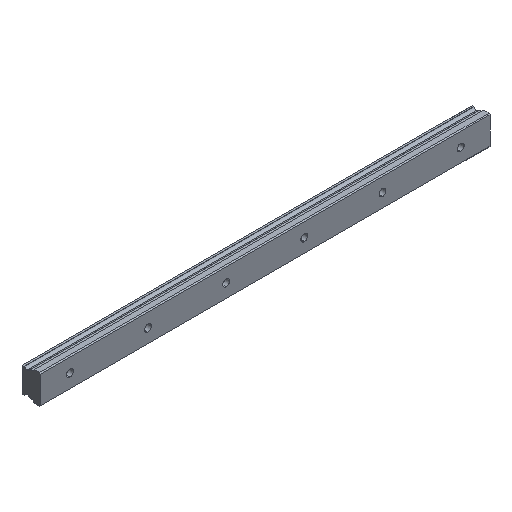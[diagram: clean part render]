
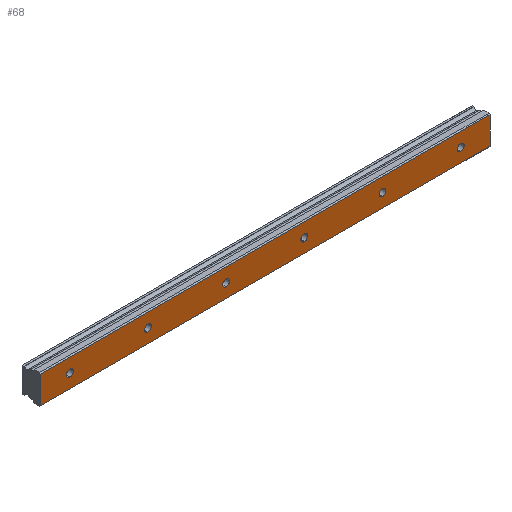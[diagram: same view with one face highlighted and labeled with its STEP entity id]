
A CAD part, isometric view. The second image highlights one B-rep face of the part: STEP entity #68.
In plain terms, the highlighted planar face has unit normal (0, -1, 0).
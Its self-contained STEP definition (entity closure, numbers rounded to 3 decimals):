
#27 = ORIENTED_EDGE ( 'NONE', *, *, #517, .F. ) ;
#37 = CIRCLE ( 'NONE', #706, 1.75 ) ;
#44 = DIRECTION ( 'NONE',  ( 0., 0., 1. ) ) ;
#56 = AXIS2_PLACEMENT_3D ( 'NONE', #1119, #1144, #1025 ) ;
#64 = DIRECTION ( 'NONE',  ( 0., -1., 0. ) ) ;
#66 = FACE_BOUND ( 'NONE', #626, .T. ) ;
#68 = ADVANCED_FACE ( 'NONE', ( #1509, #324, #1414, #732, #1272, #66, #1133 ), #1539, .F. ) ;
#74 = DIRECTION ( 'NONE',  ( 0., 0., 1. ) ) ;
#82 = DIRECTION ( 'NONE',  ( 0., 0., 1. ) ) ;
#97 = VERTEX_POINT ( 'NONE', #1479 ) ;
#113 = DIRECTION ( 'NONE',  ( 0., -1., 0. ) ) ;
#117 = CIRCLE ( 'NONE', #1541, 1.75 ) ;
#155 = DIRECTION ( 'NONE',  ( 0., -1., 0. ) ) ;
#159 = CARTESIAN_POINT ( 'NONE',  ( -15., 0., 7. ) ) ;
#171 = VERTEX_POINT ( 'NONE', #1488 ) ;
#173 = EDGE_LOOP ( 'NONE', ( #1622, #780 ) ) ;
#204 = EDGE_LOOP ( 'NONE', ( #676, #1261 ) ) ;
#210 = CARTESIAN_POINT ( 'NONE',  ( 215., 0., 7. ) ) ;
#230 = EDGE_LOOP ( 'NONE', ( #749, #27 ) ) ;
#251 = CARTESIAN_POINT ( 'NONE',  ( 160., 0., 1.75 ) ) ;
#279 = CARTESIAN_POINT ( 'NONE',  ( 200., 0., 1.75 ) ) ;
#282 = DIRECTION ( 'NONE',  ( 0., 0., 1. ) ) ;
#292 = VERTEX_POINT ( 'NONE', #583 ) ;
#297 = ORIENTED_EDGE ( 'NONE', *, *, #839, .F. ) ;
#324 = FACE_BOUND ( 'NONE', #1348, .T. ) ;
#326 = EDGE_CURVE ( 'NONE', #97, #986, #1372, .T. ) ;
#330 = VECTOR ( 'NONE', #725, 1000. ) ;
#333 = DIRECTION ( 'NONE',  ( 0., -1., 0. ) ) ;
#338 = CARTESIAN_POINT ( 'NONE',  ( 200., 0., -1.75 ) ) ;
#354 = CARTESIAN_POINT ( 'NONE',  ( 215., 0., -7. ) ) ;
#363 = AXIS2_PLACEMENT_3D ( 'NONE', #1511, #1086, #1103 ) ;
#375 = ORIENTED_EDGE ( 'NONE', *, *, #1220, .F. ) ;
#388 = CARTESIAN_POINT ( 'NONE',  ( 160., 0., -1.75 ) ) ;
#390 = VECTOR ( 'NONE', #1357, 1000. ) ;
#394 = VERTEX_POINT ( 'NONE', #422 ) ;
#398 = EDGE_LOOP ( 'NONE', ( #1484, #1032 ) ) ;
#399 = VERTEX_POINT ( 'NONE', #956 ) ;
#422 = CARTESIAN_POINT ( 'NONE',  ( 215., 0., 7. ) ) ;
#443 = CIRCLE ( 'NONE', #855, 1.75 ) ;
#445 = AXIS2_PLACEMENT_3D ( 'NONE', #210, #740, #1280 ) ;
#457 = CARTESIAN_POINT ( 'NONE',  ( 0., 0., 0. ) ) ;
#458 = ORIENTED_EDGE ( 'NONE', *, *, #665, .F. ) ;
#482 = EDGE_CURVE ( 'NONE', #961, #1668, #730, .T. ) ;
#488 = DIRECTION ( 'NONE',  ( 0., -1., 0. ) ) ;
#505 = AXIS2_PLACEMENT_3D ( 'NONE', #1494, #155, #1262 ) ;
#517 = EDGE_CURVE ( 'NONE', #1101, #1718, #1691, .T. ) ;
#544 = ORIENTED_EDGE ( 'NONE', *, *, #1127, .F. ) ;
#571 = DIRECTION ( 'NONE',  ( 0., 0., 1. ) ) ;
#577 = VERTEX_POINT ( 'NONE', #1731 ) ;
#583 = CARTESIAN_POINT ( 'NONE',  ( 120., 0., 1.75 ) ) ;
#601 = DIRECTION ( 'NONE',  ( 0., 0., 1. ) ) ;
#622 = CARTESIAN_POINT ( 'NONE',  ( 160., 0., 0. ) ) ;
#623 = DIRECTION ( 'NONE',  ( 0., 0., 1. ) ) ;
#626 = EDGE_LOOP ( 'NONE', ( #375, #458 ) ) ;
#647 = AXIS2_PLACEMENT_3D ( 'NONE', #1549, #729, #1271 ) ;
#657 = CARTESIAN_POINT ( 'NONE',  ( 80., 0., 1.75 ) ) ;
#665 = EDGE_CURVE ( 'NONE', #1560, #1465, #443, .T. ) ;
#667 = CARTESIAN_POINT ( 'NONE',  ( 215., 0., 7. ) ) ;
#676 = ORIENTED_EDGE ( 'NONE', *, *, #1330, .F. ) ;
#706 = AXIS2_PLACEMENT_3D ( 'NONE', #1698, #113, #623 ) ;
#707 = AXIS2_PLACEMENT_3D ( 'NONE', #1139, #333, #74 ) ;
#720 = EDGE_CURVE ( 'NONE', #171, #1495, #1113, .T. ) ;
#725 = DIRECTION ( 'NONE',  ( -1., 0., 0. ) ) ;
#729 = DIRECTION ( 'NONE',  ( 0., -1., 0. ) ) ;
#730 = CIRCLE ( 'NONE', #1384, 1.75 ) ;
#732 = FACE_BOUND ( 'NONE', #398, .T. ) ;
#740 = DIRECTION ( 'NONE',  ( 0., 1., 0. ) ) ;
#749 = ORIENTED_EDGE ( 'NONE', *, *, #1522, .F. ) ;
#760 = CARTESIAN_POINT ( 'NONE',  ( 0., 0., 1.75 ) ) ;
#767 = EDGE_CURVE ( 'NONE', #1668, #961, #1235, .T. ) ;
#780 = ORIENTED_EDGE ( 'NONE', *, *, #1054, .F. ) ;
#794 = LINE ( 'NONE', #1364, #1381 ) ;
#798 = EDGE_CURVE ( 'NONE', #292, #399, #810, .T. ) ;
#808 = LINE ( 'NONE', #667, #390 ) ;
#810 = CIRCLE ( 'NONE', #56, 1.75 ) ;
#815 = CIRCLE ( 'NONE', #1328, 1.75 ) ;
#831 = DIRECTION ( 'NONE',  ( 0., 0., 1. ) ) ;
#839 = EDGE_CURVE ( 'NONE', #1396, #97, #989, .T. ) ;
#855 = AXIS2_PLACEMENT_3D ( 'NONE', #943, #1388, #571 ) ;
#943 = CARTESIAN_POINT ( 'NONE',  ( 80., 0., 0. ) ) ;
#956 = CARTESIAN_POINT ( 'NONE',  ( 120., 0., -1.75 ) ) ;
#961 = VERTEX_POINT ( 'NONE', #251 ) ;
#962 = DIRECTION ( 'NONE',  ( 0., -1., 0. ) ) ;
#986 = VERTEX_POINT ( 'NONE', #1350 ) ;
#989 = LINE ( 'NONE', #1129, #330 ) ;
#1002 = DIRECTION ( 'NONE',  ( 0., -1., 0. ) ) ;
#1015 = CIRCLE ( 'NONE', #707, 1.75 ) ;
#1018 = ORIENTED_EDGE ( 'NONE', *, *, #326, .F. ) ;
#1025 = DIRECTION ( 'NONE',  ( 0., 0., 1. ) ) ;
#1032 = ORIENTED_EDGE ( 'NONE', *, *, #767, .F. ) ;
#1045 = DIRECTION ( 'NONE',  ( 0., -1., 0. ) ) ;
#1054 = EDGE_CURVE ( 'NONE', #399, #292, #815, .T. ) ;
#1083 = EDGE_LOOP ( 'NONE', ( #297, #1425, #1217, #1018 ) ) ;
#1086 = DIRECTION ( 'NONE',  ( 0., -1., 0. ) ) ;
#1101 = VERTEX_POINT ( 'NONE', #338 ) ;
#1103 = DIRECTION ( 'NONE',  ( 0., 0., 1. ) ) ;
#1113 = CIRCLE ( 'NONE', #363, 1.75 ) ;
#1119 = CARTESIAN_POINT ( 'NONE',  ( 120., 0., 0. ) ) ;
#1125 = EDGE_CURVE ( 'NONE', #1567, #577, #1544, .T. ) ;
#1127 = EDGE_CURVE ( 'NONE', #577, #1567, #1360, .T. ) ;
#1129 = CARTESIAN_POINT ( 'NONE',  ( 215., 0., -7. ) ) ;
#1133 = FACE_BOUND ( 'NONE', #204, .T. ) ;
#1139 = CARTESIAN_POINT ( 'NONE',  ( 40., 0., 0. ) ) ;
#1144 = DIRECTION ( 'NONE',  ( 0., -1., 0. ) ) ;
#1146 = CARTESIAN_POINT ( 'NONE',  ( 40., 0., 1.75 ) ) ;
#1180 = VECTOR ( 'NONE', #44, 1000. ) ;
#1213 = AXIS2_PLACEMENT_3D ( 'NONE', #457, #1002, #282 ) ;
#1217 = ORIENTED_EDGE ( 'NONE', *, *, #1433, .F. ) ;
#1220 = EDGE_CURVE ( 'NONE', #1465, #1560, #37, .T. ) ;
#1235 = CIRCLE ( 'NONE', #1355, 1.75 ) ;
#1261 = ORIENTED_EDGE ( 'NONE', *, *, #720, .F. ) ;
#1262 = DIRECTION ( 'NONE',  ( 0., 0., 1. ) ) ;
#1271 = DIRECTION ( 'NONE',  ( 0., 0., 1. ) ) ;
#1272 = FACE_BOUND ( 'NONE', #173, .T. ) ;
#1280 = DIRECTION ( 'NONE',  ( 0., 0., 1. ) ) ;
#1316 = CARTESIAN_POINT ( 'NONE',  ( 80., 0., -1.75 ) ) ;
#1328 = AXIS2_PLACEMENT_3D ( 'NONE', #1611, #1045, #1590 ) ;
#1330 = EDGE_CURVE ( 'NONE', #1495, #171, #1015, .T. ) ;
#1348 = EDGE_LOOP ( 'NONE', ( #1368, #544 ) ) ;
#1350 = CARTESIAN_POINT ( 'NONE',  ( -15., 0., 7. ) ) ;
#1355 = AXIS2_PLACEMENT_3D ( 'NONE', #1638, #962, #831 ) ;
#1357 = DIRECTION ( 'NONE',  ( 0., 0., -1. ) ) ;
#1360 = CIRCLE ( 'NONE', #1213, 1.75 ) ;
#1364 = CARTESIAN_POINT ( 'NONE',  ( 215., 0., 7. ) ) ;
#1368 = ORIENTED_EDGE ( 'NONE', *, *, #1125, .F. ) ;
#1372 = LINE ( 'NONE', #159, #1180 ) ;
#1381 = VECTOR ( 'NONE', #1619, 1000. ) ;
#1384 = AXIS2_PLACEMENT_3D ( 'NONE', #622, #488, #82 ) ;
#1388 = DIRECTION ( 'NONE',  ( 0., -1., 0. ) ) ;
#1396 = VERTEX_POINT ( 'NONE', #354 ) ;
#1414 = FACE_BOUND ( 'NONE', #230, .T. ) ;
#1425 = ORIENTED_EDGE ( 'NONE', *, *, #1736, .F. ) ;
#1433 = EDGE_CURVE ( 'NONE', #986, #394, #794, .T. ) ;
#1465 = VERTEX_POINT ( 'NONE', #657 ) ;
#1479 = CARTESIAN_POINT ( 'NONE',  ( -15., 0., -7. ) ) ;
#1484 = ORIENTED_EDGE ( 'NONE', *, *, #482, .F. ) ;
#1488 = CARTESIAN_POINT ( 'NONE',  ( 40., 0., -1.75 ) ) ;
#1494 = CARTESIAN_POINT ( 'NONE',  ( 0., 0., 0. ) ) ;
#1495 = VERTEX_POINT ( 'NONE', #1146 ) ;
#1509 = FACE_OUTER_BOUND ( 'NONE', #1083, .T. ) ;
#1511 = CARTESIAN_POINT ( 'NONE',  ( 40., 0., 0. ) ) ;
#1522 = EDGE_CURVE ( 'NONE', #1718, #1101, #117, .T. ) ;
#1539 = PLANE ( 'NONE',  #445 ) ;
#1541 = AXIS2_PLACEMENT_3D ( 'NONE', #1547, #64, #601 ) ;
#1544 = CIRCLE ( 'NONE', #505, 1.75 ) ;
#1547 = CARTESIAN_POINT ( 'NONE',  ( 200., 0., 0. ) ) ;
#1549 = CARTESIAN_POINT ( 'NONE',  ( 200., 0., 0. ) ) ;
#1560 = VERTEX_POINT ( 'NONE', #1316 ) ;
#1567 = VERTEX_POINT ( 'NONE', #760 ) ;
#1590 = DIRECTION ( 'NONE',  ( 0., 0., 1. ) ) ;
#1611 = CARTESIAN_POINT ( 'NONE',  ( 120., 0., 0. ) ) ;
#1619 = DIRECTION ( 'NONE',  ( 1., 0., 0. ) ) ;
#1622 = ORIENTED_EDGE ( 'NONE', *, *, #798, .F. ) ;
#1638 = CARTESIAN_POINT ( 'NONE',  ( 160., 0., 0. ) ) ;
#1668 = VERTEX_POINT ( 'NONE', #388 ) ;
#1691 = CIRCLE ( 'NONE', #647, 1.75 ) ;
#1698 = CARTESIAN_POINT ( 'NONE',  ( 80., 0., 0. ) ) ;
#1718 = VERTEX_POINT ( 'NONE', #279 ) ;
#1731 = CARTESIAN_POINT ( 'NONE',  ( 0., 0., -1.75 ) ) ;
#1736 = EDGE_CURVE ( 'NONE', #394, #1396, #808, .T. ) ;
